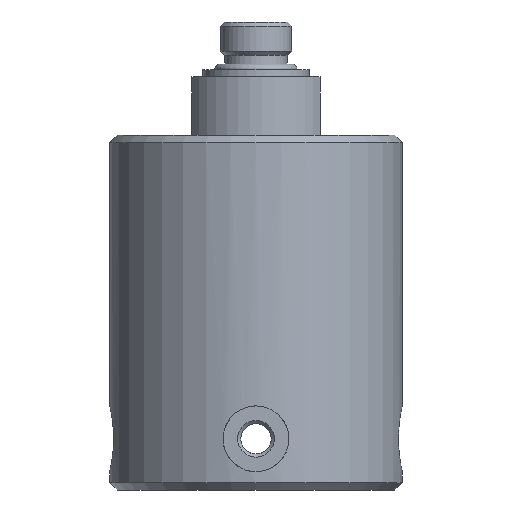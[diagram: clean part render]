
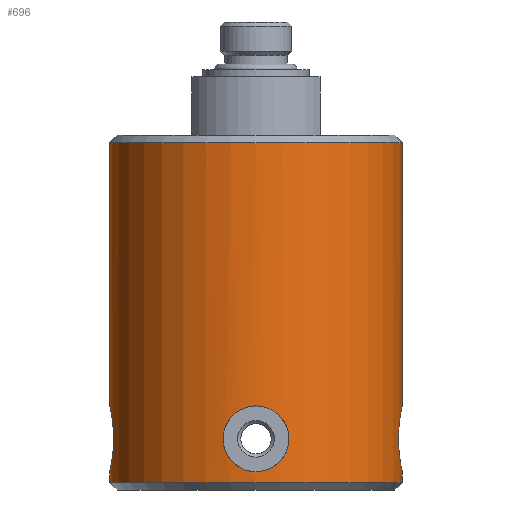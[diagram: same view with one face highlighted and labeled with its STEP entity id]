
A CAD part, front view. The second image highlights one B-rep face of the part: STEP entity #696.
In plain terms, the highlighted cylindrical face has radius 20 mm (diameter 40 mm), a full revolution.
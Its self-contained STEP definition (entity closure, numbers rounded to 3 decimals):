
#60=B_SPLINE_CURVE_WITH_KNOTS('',3,(#1170,#1171,#1172,#1173,#1174,#1175,
#1176,#1177,#1178,#1179,#1180,#1181),.UNSPECIFIED.,.T.,.F.,(1,1,1,1,1,1,
1,1,1,1,1,1,1,1,1,1),(-0.007,-0.004,-0.002,
0.,0.004,0.007,0.011,0.014,
0.018,0.021,0.025,0.026,
0.028,0.032,0.035,0.039),
 .UNSPECIFIED.);
#61=B_SPLINE_CURVE_WITH_KNOTS('',3,(#1183,#1184,#1185,#1186,#1187,#1188,
#1189,#1190,#1191,#1192,#1193,#1194),.UNSPECIFIED.,.T.,.F.,(1,1,1,1,1,1,
1,1,1,1,1,1,1,1,1,1),(-0.007,-0.004,-0.002,
0.,0.004,0.007,0.011,0.014,
0.018,0.021,0.025,0.026,
0.028,0.032,0.035,0.039),
 .UNSPECIFIED.);
#62=B_SPLINE_CURVE_WITH_KNOTS('',3,(#1196,#1197,#1198,#1199,#1200,#1201,
#1202,#1203,#1204,#1205,#1206,#1207),.UNSPECIFIED.,.T.,.F.,(1,1,1,1,1,1,
1,1,1,1,1,1,1,1,1,1),(-0.007,-0.004,-0.002,
0.,0.004,0.007,0.011,0.014,
0.018,0.021,0.025,0.026,
0.028,0.032,0.035,0.039),
 .UNSPECIFIED.);
#63=B_SPLINE_CURVE_WITH_KNOTS('',3,(#1209,#1210,#1211,#1212,#1213,#1214,
#1215,#1216,#1217,#1218,#1219,#1220),.UNSPECIFIED.,.T.,.F.,(1,1,1,1,1,1,
1,1,1,1,1,1,1,1,1,1),(-0.007,-0.004,-0.002,
0.,0.004,0.007,0.011,0.014,
0.018,0.021,0.025,0.026,
0.028,0.032,0.035,0.039),
 .UNSPECIFIED.);
#74=CIRCLE('',#772,20.);
#75=CIRCLE('',#773,20.);
#138=ORIENTED_EDGE('',*,*,#298,.F.);
#139=ORIENTED_EDGE('',*,*,#299,.F.);
#140=ORIENTED_EDGE('',*,*,#300,.F.);
#141=ORIENTED_EDGE('',*,*,#301,.F.);
#142=ORIENTED_EDGE('',*,*,#302,.F.);
#143=ORIENTED_EDGE('',*,*,#303,.T.);
#298=EDGE_CURVE('',#377,#377,#74,.T.);
#299=EDGE_CURVE('',#378,#378,#60,.T.);
#300=EDGE_CURVE('',#379,#379,#61,.T.);
#301=EDGE_CURVE('',#380,#380,#62,.T.);
#302=EDGE_CURVE('',#381,#381,#63,.T.);
#303=EDGE_CURVE('',#382,#382,#75,.T.);
#377=VERTEX_POINT('',#1169);
#378=VERTEX_POINT('',#1182);
#379=VERTEX_POINT('',#1195);
#380=VERTEX_POINT('',#1208);
#381=VERTEX_POINT('',#1221);
#382=VERTEX_POINT('',#1223);
#490=EDGE_LOOP('',(#138));
#491=EDGE_LOOP('',(#139));
#492=EDGE_LOOP('',(#140));
#493=EDGE_LOOP('',(#141));
#494=EDGE_LOOP('',(#142));
#495=EDGE_LOOP('',(#143));
#585=FACE_BOUND('',#490,.T.);
#586=FACE_BOUND('',#491,.T.);
#587=FACE_BOUND('',#492,.T.);
#588=FACE_BOUND('',#493,.T.);
#589=FACE_BOUND('',#494,.T.);
#590=FACE_BOUND('',#495,.T.);
#678=CYLINDRICAL_SURFACE('',#771,20.);
#696=ADVANCED_FACE('',(#585,#586,#587,#588,#589,#590),#678,.T.);
#771=AXIS2_PLACEMENT_3D('',#1167,#896,#897);
#772=AXIS2_PLACEMENT_3D('',#1168,#898,#899);
#773=AXIS2_PLACEMENT_3D('',#1222,#900,#901);
#896=DIRECTION('',(0.,0.,-1.));
#897=DIRECTION('',(-1.,0.,0.));
#898=DIRECTION('',(0.,0.,-1.));
#899=DIRECTION('',(-1.,0.,0.));
#900=DIRECTION('',(0.,0.,-1.));
#901=DIRECTION('',(-1.,0.,0.));
#1167=CARTESIAN_POINT('',(0.,0.,0.));
#1168=CARTESIAN_POINT('',(0.,0.,1.));
#1169=CARTESIAN_POINT('',(-20.,0.,1.));
#1170=CARTESIAN_POINT('',(1.778,19.944,2.74));
#1171=CARTESIAN_POINT('',(-0.596,20.059,2.258));
#1172=CARTESIAN_POINT('',(-3.524,19.748,3.475));
#1173=CARTESIAN_POINT('',(-4.987,19.357,6.995));
#1174=CARTESIAN_POINT('',(-3.526,19.747,10.527));
#1175=CARTESIAN_POINT('',(-0.002,20.126,11.986));
#1176=CARTESIAN_POINT('',(3.522,19.747,10.53));
#1177=CARTESIAN_POINT('',(4.989,19.359,7.002));
#1178=CARTESIAN_POINT('',(3.765,19.677,4.067));
#1179=CARTESIAN_POINT('',(1.778,19.944,2.74));
#1180=CARTESIAN_POINT('',(-0.596,20.059,2.258));
#1181=CARTESIAN_POINT('',(-3.524,19.748,3.475));
#1182=CARTESIAN_POINT('',(0.,20.,2.5));
#1183=CARTESIAN_POINT('',(-19.944,-1.778,11.26));
#1184=CARTESIAN_POINT('',(-20.059,0.596,11.742));
#1185=CARTESIAN_POINT('',(-19.748,3.524,10.525));
#1186=CARTESIAN_POINT('',(-19.357,4.987,7.005));
#1187=CARTESIAN_POINT('',(-19.747,3.526,3.473));
#1188=CARTESIAN_POINT('',(-20.126,0.002,2.014));
#1189=CARTESIAN_POINT('',(-19.747,-3.522,3.47));
#1190=CARTESIAN_POINT('',(-19.359,-4.989,6.998));
#1191=CARTESIAN_POINT('',(-19.677,-3.765,9.933));
#1192=CARTESIAN_POINT('',(-19.944,-1.778,11.26));
#1193=CARTESIAN_POINT('',(-20.059,0.596,11.742));
#1194=CARTESIAN_POINT('',(-19.748,3.524,10.525));
#1195=CARTESIAN_POINT('',(-20.,0.,11.5));
#1196=CARTESIAN_POINT('',(19.944,1.778,11.26));
#1197=CARTESIAN_POINT('',(20.059,-0.596,11.742));
#1198=CARTESIAN_POINT('',(19.748,-3.524,10.525));
#1199=CARTESIAN_POINT('',(19.357,-4.987,7.005));
#1200=CARTESIAN_POINT('',(19.747,-3.526,3.473));
#1201=CARTESIAN_POINT('',(20.126,-0.002,2.014));
#1202=CARTESIAN_POINT('',(19.747,3.522,3.47));
#1203=CARTESIAN_POINT('',(19.359,4.989,6.998));
#1204=CARTESIAN_POINT('',(19.677,3.765,9.933));
#1205=CARTESIAN_POINT('',(19.944,1.778,11.26));
#1206=CARTESIAN_POINT('',(20.059,-0.596,11.742));
#1207=CARTESIAN_POINT('',(19.748,-3.524,10.525));
#1208=CARTESIAN_POINT('',(20.,0.,11.5));
#1209=CARTESIAN_POINT('',(-1.778,-19.944,2.74));
#1210=CARTESIAN_POINT('',(0.596,-20.059,2.258));
#1211=CARTESIAN_POINT('',(3.524,-19.748,3.475));
#1212=CARTESIAN_POINT('',(4.987,-19.357,6.995));
#1213=CARTESIAN_POINT('',(3.526,-19.747,10.527));
#1214=CARTESIAN_POINT('',(0.002,-20.126,11.986));
#1215=CARTESIAN_POINT('',(-3.522,-19.747,10.53));
#1216=CARTESIAN_POINT('',(-4.989,-19.359,7.002));
#1217=CARTESIAN_POINT('',(-3.765,-19.677,4.067));
#1218=CARTESIAN_POINT('',(-1.778,-19.944,2.74));
#1219=CARTESIAN_POINT('',(0.596,-20.059,2.258));
#1220=CARTESIAN_POINT('',(3.524,-19.748,3.475));
#1221=CARTESIAN_POINT('',(0.,-20.,2.5));
#1222=CARTESIAN_POINT('',(0.,0.,47.5));
#1223=CARTESIAN_POINT('',(-20.,0.,47.5));
